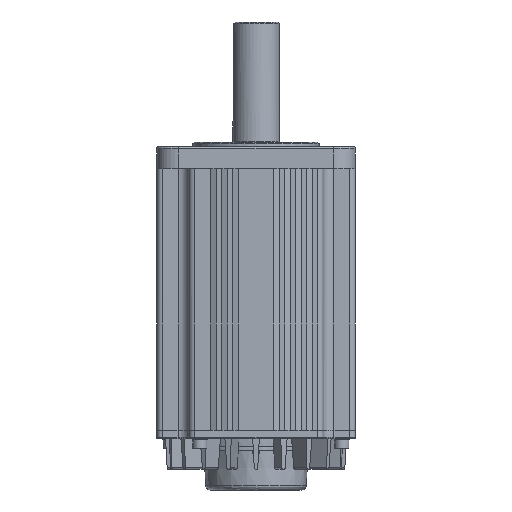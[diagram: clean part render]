
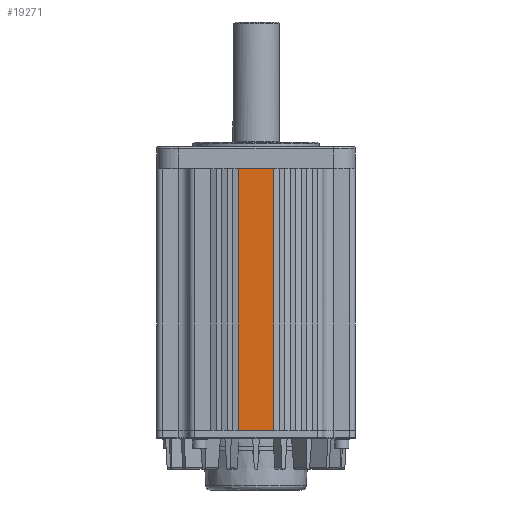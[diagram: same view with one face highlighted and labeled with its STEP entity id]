
A CAD part, front view. The second image highlights one B-rep face of the part: STEP entity #19271.
In plain terms, the highlighted planar face has unit normal (0, -1, 0).
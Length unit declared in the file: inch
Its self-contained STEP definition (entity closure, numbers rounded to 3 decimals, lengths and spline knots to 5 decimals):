
#233 = VERTEX_POINT ( 'NONE', #26295 ) ;
#1952 = VERTEX_POINT ( 'NONE', #23149 ) ;
#2299 = FACE_OUTER_BOUND ( 'NONE', #20396, .T. ) ;
#2426 = CARTESIAN_POINT ( 'NONE',  ( 0., -3.54331, 4.61024 ) ) ;
#2676 = VERTEX_POINT ( 'NONE', #12002 ) ;
#4291 = ORIENTED_EDGE ( 'NONE', *, *, #30249, .T. ) ;
#4723 = AXIS2_PLACEMENT_3D ( 'NONE', #21710, #11554, #26568 ) ;
#5095 = DIRECTION ( 'NONE',  ( -1., 0., 0. ) ) ;
#5510 = LINE ( 'NONE', #13168, #17563 ) ;
#5776 = LINE ( 'NONE', #15482, #20968 ) ;
#7661 = CARTESIAN_POINT ( 'NONE',  ( 0.62992, -3.54331, 4.61024 ) ) ;
#8396 = VECTOR ( 'NONE', #5095, 39.37008 ) ;
#9959 = LINE ( 'NONE', #29694, #16884 ) ;
#10206 = EDGE_CURVE ( 'NONE', #29314, #2676, #5510, .T. ) ;
#10693 = LINE ( 'NONE', #2426, #8396 ) ;
#11554 = DIRECTION ( 'NONE',  ( 0., 1., 0. ) ) ;
#11847 = PLANE ( 'NONE',  #4723 ) ;
#12002 = CARTESIAN_POINT ( 'NONE',  ( 0.62992, -3.54331, -4.72835 ) ) ;
#12876 = ORIENTED_EDGE ( 'NONE', *, *, #13614, .T. ) ;
#13168 = CARTESIAN_POINT ( 'NONE',  ( 0.62992, -3.54331, -0.05906 ) ) ;
#13614 = EDGE_CURVE ( 'NONE', #29314, #233, #10693, .T. ) ;
#15482 = CARTESIAN_POINT ( 'NONE',  ( -0.62992, -3.54331, -4.72835 ) ) ;
#16884 = VECTOR ( 'NONE', #24820, 39.37008 ) ;
#17563 = VECTOR ( 'NONE', #24455, 39.37008 ) ;
#19271 = ADVANCED_FACE ( 'NONE', ( #2299 ), #11847, .F. ) ;
#20396 = EDGE_LOOP ( 'NONE', ( #12876, #22683, #4291, #21639 ) ) ;
#20968 = VECTOR ( 'NONE', #27227, 39.37008 ) ;
#21639 = ORIENTED_EDGE ( 'NONE', *, *, #10206, .F. ) ;
#21710 = CARTESIAN_POINT ( 'NONE',  ( 0., -3.54331, -0.05906 ) ) ;
#22683 = ORIENTED_EDGE ( 'NONE', *, *, #25881, .F. ) ;
#23149 = CARTESIAN_POINT ( 'NONE',  ( -0.62992, -3.54331, -4.72835 ) ) ;
#24455 = DIRECTION ( 'NONE',  ( 0., 0., -1. ) ) ;
#24820 = DIRECTION ( 'NONE',  ( 0., 0., 1. ) ) ;
#25881 = EDGE_CURVE ( 'NONE', #1952, #233, #9959, .T. ) ;
#26295 = CARTESIAN_POINT ( 'NONE',  ( -0.62992, -3.54331, 4.61024 ) ) ;
#26568 = DIRECTION ( 'NONE',  ( 0., 0., 1. ) ) ;
#27227 = DIRECTION ( 'NONE',  ( 1., 0., 0. ) ) ;
#29314 = VERTEX_POINT ( 'NONE', #7661 ) ;
#29694 = CARTESIAN_POINT ( 'NONE',  ( -0.62992, -3.54331, -0.05906 ) ) ;
#30249 = EDGE_CURVE ( 'NONE', #1952, #2676, #5776, .T. ) ;
